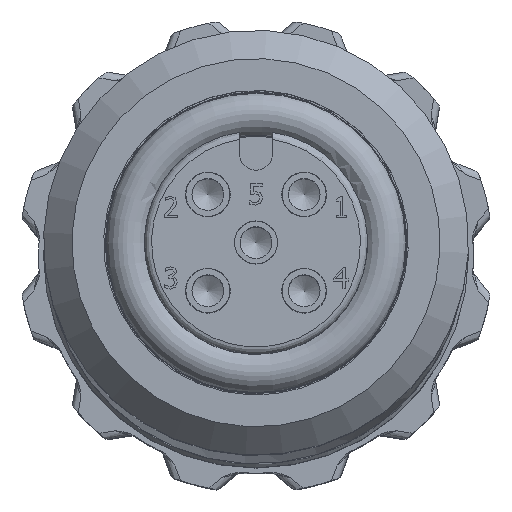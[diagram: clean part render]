
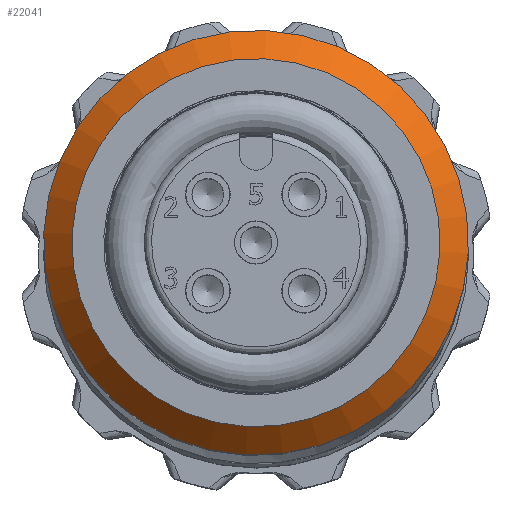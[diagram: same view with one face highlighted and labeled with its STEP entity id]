
A CAD part, top view. The second image highlights one B-rep face of the part: STEP entity #22041.
In plain terms, the highlighted conical face has half-angle 45 degrees and reference radius 7.112 mm.
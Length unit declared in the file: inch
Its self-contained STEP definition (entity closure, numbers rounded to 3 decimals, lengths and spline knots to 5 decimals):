
#2649=CONICAL_SURFACE('',#24277,0.28,45.);
#3210=FACE_BOUND('',#6110,.T.);
#4502=FACE_OUTER_BOUND('',#6109,.T.);
#6109=EDGE_LOOP('',(#18505));
#6110=EDGE_LOOP('',(#18506));
#8265=CIRCLE('',#24274,0.3);
#8267=CIRCLE('',#24278,0.26);
#9935=VERTEX_POINT('',#54938);
#9937=VERTEX_POINT('',#54944);
#12831=EDGE_CURVE('',#9935,#9935,#8265,.T.);
#12833=EDGE_CURVE('',#9937,#9937,#8267,.T.);
#18505=ORIENTED_EDGE('',*,*,#12833,.T.);
#18506=ORIENTED_EDGE('',*,*,#12831,.T.);
#22041=ADVANCED_FACE('',(#4502,#3210),#2649,.T.);
#24274=AXIS2_PLACEMENT_3D('',#54939,#29327,#29328);
#24277=AXIS2_PLACEMENT_3D('',#54943,#29333,#29334);
#24278=AXIS2_PLACEMENT_3D('',#54945,#29335,#29336);
#29327=DIRECTION('center_axis',(0.,0.,1.));
#29328=DIRECTION('ref_axis',(0.992,0.126,0.));
#29333=DIRECTION('center_axis',(0.,0.,-1.));
#29334=DIRECTION('ref_axis',(0.992,0.126,0.));
#29335=DIRECTION('center_axis',(0.,0.,-1.));
#29336=DIRECTION('ref_axis',(0.992,0.126,0.));
#54938=CARTESIAN_POINT('',(-1.09359,0.08722,0.66215));
#54939=CARTESIAN_POINT('Origin',(-0.79599,0.1251,0.66215));
#54943=CARTESIAN_POINT('Origin',(-0.79599,0.1251,0.68215));
#54944=CARTESIAN_POINT('',(-1.05391,0.09227,0.70215));
#54945=CARTESIAN_POINT('Origin',(-0.79599,0.1251,0.70215));
